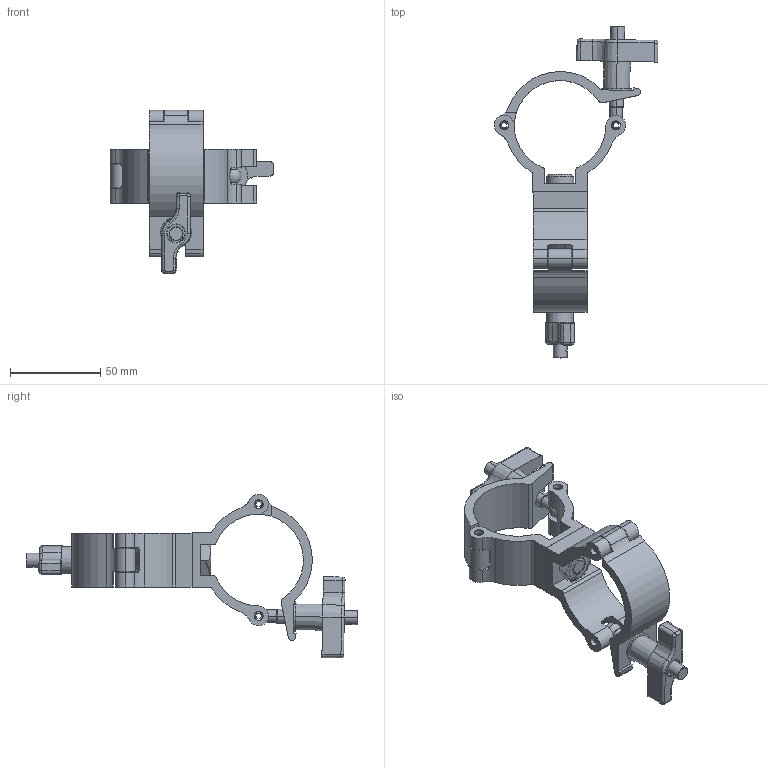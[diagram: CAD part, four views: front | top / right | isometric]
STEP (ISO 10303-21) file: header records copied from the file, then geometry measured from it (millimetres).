
FILE_DESCRIPTION (( 'STEP AP203' ), '1' );
FILE_NAME ('T58123 & T5812301.STEP', '2018-08-08T13:35:12', ( '' ), ( '' ), 'SwSTEP 2.0', 'SolidWorks 2016', '' );
FILE_SCHEMA (( 'CONFIG_CONTROL_DESIGN' ));
Length unit declared in the file: millimetre
Products named in the file (12): Doughty Knob_S3136; F771; B Washer_Bright washer BS 4320 - M8 (Form B); TH2007_TH2007 - 30MM WIDE; Binx Nut_M10 REDUCED; TH3449; T58123 & T5812301; TH2008_TH2008 - 30MM WIDE; S1915; T78018; TH376_TH376; TH651_TH651
Assembly tree (17 placements, depth 3):
  T58123 & T5812301
    TH651_TH651  x2
      TH2007_TH2007 - 30MM WIDE
    F771  x4
    TH376_TH376  x2
      TH2008_TH2008 - 30MM WIDE
    T78018  x2
      TH3449
      B Washer_Bright washer BS 4320 - M8 (Form B)
      Doughty Knob_S3136
    S1915
    Binx Nut_M10 REDUCED
Bounding box: 90.51 x 183.92 x 90.51 mm (x, y, z)
Volume: 83929.8 mm3; surface area: 47329.7 mm2
Topology: 16 solids, 16 shells, 387 faces, 972 edges, 622 vertices
Faces by surface type: cylinder 149, plane 129, cone 66, torus 35, bspline 8
Entity records: 8074 total; most frequent: CARTESIAN_POINT 1624, DIRECTION 1113, ORIENTED_EDGE 1028, EDGE_CURVE 514, AXIS2_PLACEMENT_3D 437, VERTEX_POINT 330, VECTOR 239, LINE 239
